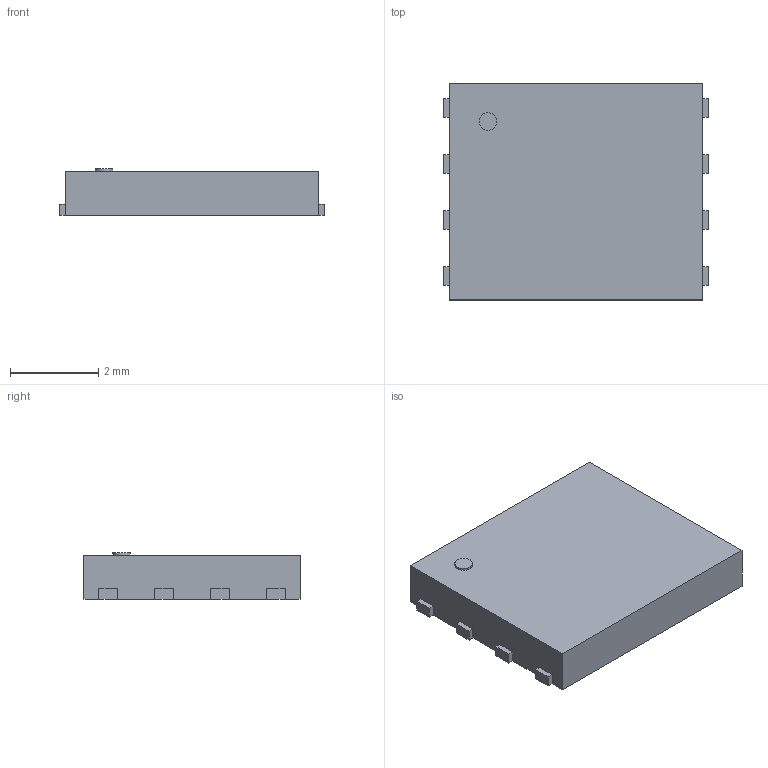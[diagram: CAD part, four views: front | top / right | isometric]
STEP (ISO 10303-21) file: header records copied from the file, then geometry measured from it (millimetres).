
FILE_DESCRIPTION(('FreeCAD Model'),'2;1');
FILE_NAME('VSON5x6-3dModel.step','2021-02-12T17:54:04',('Author'),(''), 'Open CASCADE STEP processor 7.3','FreeCAD','Unknown');
FILE_SCHEMA(('AUTOMOTIVE_DESIGN { 1 0 10303 214 1 1 1 1 }'));
Length unit declared in the file: millimetre
Products named in the file (1): VSON5x6-3dModel
Bounding box: 6 x 4.9 x 1.05 mm (x, y, z)
Volume: 28.3 mm3; surface area: 79 mm2
Topology: 1 solids, 1 shells, 56 faces, 127 edges, 74 vertices
Faces by surface type: plane 55, cylinder 1
Full cylindrical faces by diameter (mm): 0.4 x1
Entity records: 3506 total; most frequent: CARTESIAN_POINT 560, DIRECTION 449, LINE 329, VECTOR 329, ORIENTED_EDGE 254, PCURVE 254, DEFINITIONAL_REPRESENTATION 254, EDGE_CURVE 127
